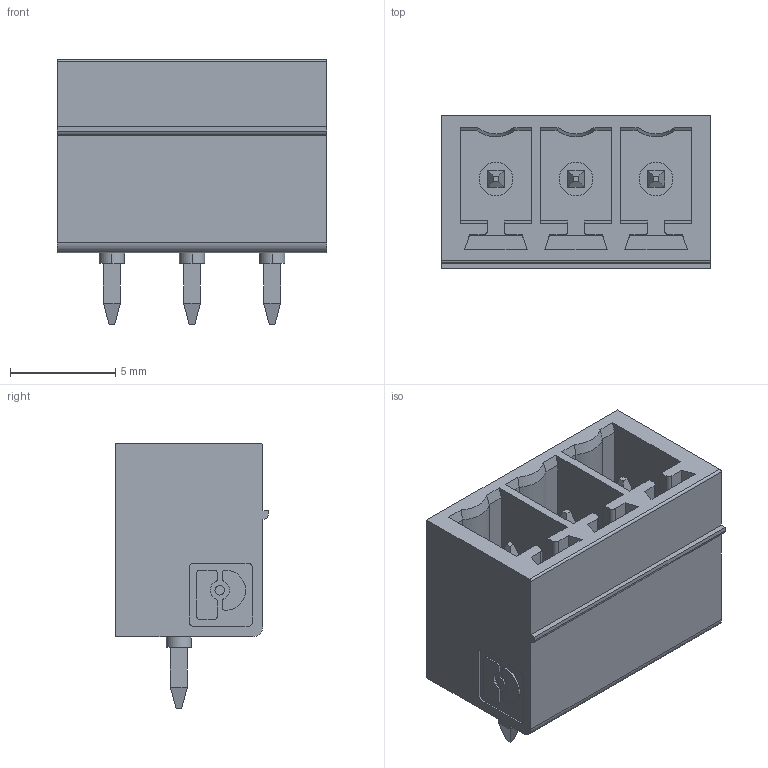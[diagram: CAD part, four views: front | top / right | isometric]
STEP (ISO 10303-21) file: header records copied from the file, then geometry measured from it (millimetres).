
FILE_DESCRIPTION(('Creo Elements/Direct Modeling STEP Export'),'2;1');
FILE_NAME('model.stp','2018-02-10T 5:54:22',(''),(''),'Creo Elements/Direct Modeling STEP processor for AP214 (Solid Model)','Creo Elements/Direct Modeling 18.1I 14-Aug-2016 (C) Parametric Technology GmbH','');
FILE_SCHEMA(('AUTOMOTIVE_DESIGN { 1 0 10303 214 1 1 1 1 }'));
Length unit declared in the file: millimetre
Products named in the file (2): BCH-381V-3_GN
Assembly tree (1 placements, depth 2):
  BCH-381V-3_GN
    BCH-381V-3_GN
Bounding box: 12.82 x 7.25 x 12.6 mm (x, y, z)
Volume: 504.2 mm3; surface area: 1100.8 mm2
Topology: 1 solids, 1 shells, 205 faces, 516 edges, 332 vertices
Faces by surface type: plane 156, cylinder 43, cone 3, sphere 3
Entity records: 7708 total; most frequent: CARTESIAN_POINT 1107, ORIENTED_EDGE 1020, DIRECTION 985, EDGE_CURVE 510, VECTOR 409, LINE 409, VERTEX_POINT 332, AXIS2_PLACEMENT_3D 288
